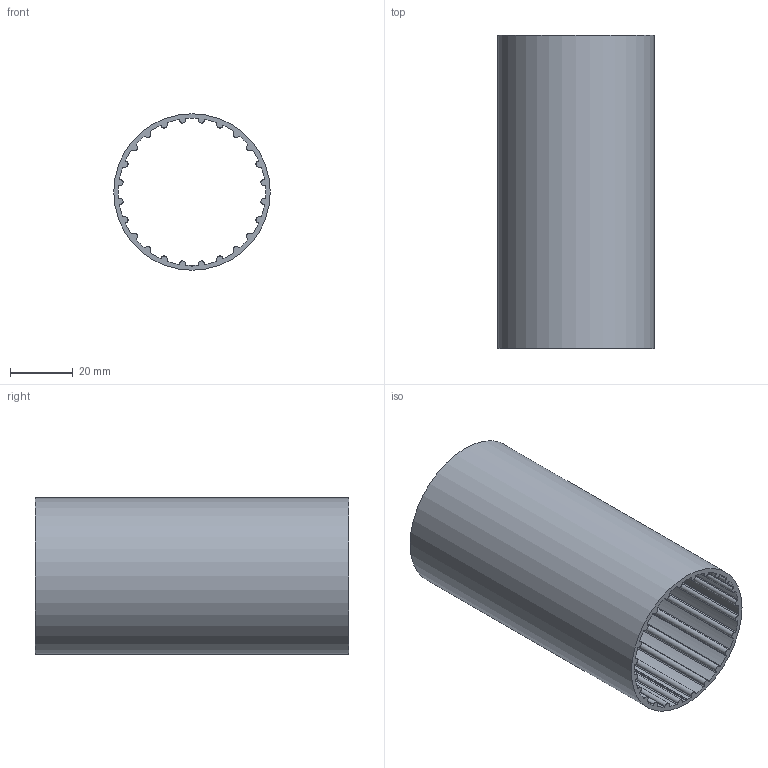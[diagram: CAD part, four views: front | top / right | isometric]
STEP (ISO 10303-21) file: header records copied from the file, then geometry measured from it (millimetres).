
FILE_DESCRIPTION( ( 'Unknown' ), '1' );
FILE_NAME( 'I-D50.stp', 'Unknown', ( 'Unknown' ), ( 'Unknown' ), 'XStep 1.0', 'Unknown', ' ' );
FILE_SCHEMA( ( 'automotive_design' ) );
Length unit declared in the file: millimetre
Products named in the file (1): 1
Bounding box: 50 x 100 x 50 mm (x, y, z)
Volume: 28127.8 mm3; surface area: 34430.4 mm2
Topology: 1 solids, 1 shells, 105 faces, 309 edges, 206 vertices
Faces by surface type: cylinder 101, plane 4
Full cylindrical faces by diameter (mm): 50 x1
Entity records: 4480 total; most frequent: DIRECTION 722, CARTESIAN_POINT 620, ORIENTED_EDGE 616, AXIS2_PLACEMENT_3D 308, EDGE_CURVE 308, VERTEX_POINT 206, CIRCLE 202, EDGE_LOOP 108
